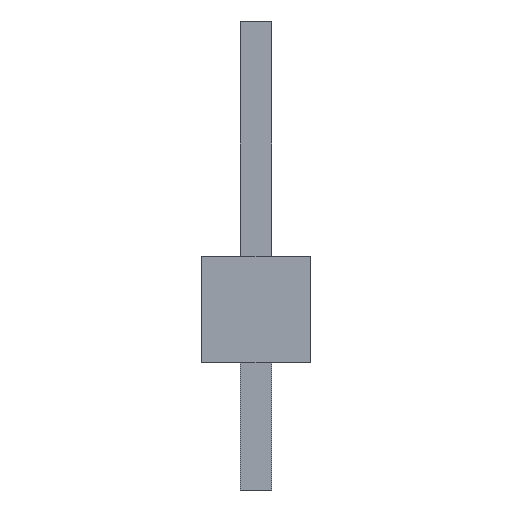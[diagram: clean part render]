
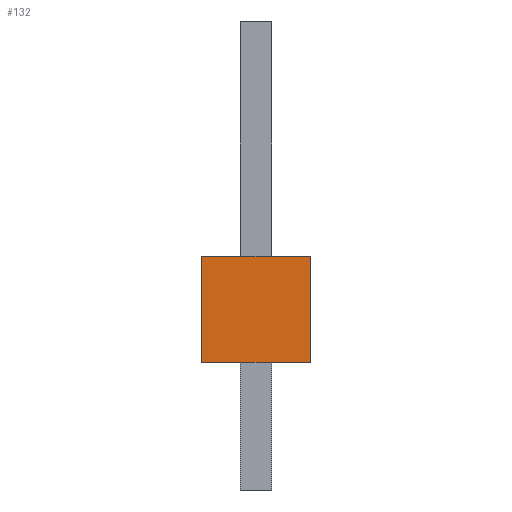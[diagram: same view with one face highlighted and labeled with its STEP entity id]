
A CAD part, front view. The second image highlights one B-rep face of the part: STEP entity #132.
In plain terms, the highlighted planar face has unit normal (0, -1, 0).
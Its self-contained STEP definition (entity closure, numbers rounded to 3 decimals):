
#13=DIRECTION('',(0.,0.,1.));
#14=DIRECTION('',(1.,0.,0.));
#83=EDGE_CURVE('',#84,#86,#88,.T.);
#84=VERTEX_POINT('',#85);
#85=CARTESIAN_POINT('',(-1.27,-1.271,0.));
#86=VERTEX_POINT('',#87);
#87=CARTESIAN_POINT('',(-1.27,-1.271,2.5));
#88=LINE('',#85,#89);
#89=VECTOR('',#13,1.);
#96=DIRECTION('',(0.,1.,0.));
#110=ORIENTED_EDGE('',*,*,#111,.F.);
#111=EDGE_CURVE('',#112,#114,#116,.T.);
#112=VERTEX_POINT('',#113);
#113=CARTESIAN_POINT('',(1.27,-1.271,0.));
#114=VERTEX_POINT('',#115);
#115=CARTESIAN_POINT('',(1.27,-1.271,2.5));
#116=LINE('',#113,#89);
#132=ADVANCED_FACE('',(#133),#143,.F.);
#133=FACE_BOUND('',#134,.F.);
#134=EDGE_LOOP('',(#135,#139,#140,#110));
#135=ORIENTED_EDGE('',*,*,#136,.F.);
#136=EDGE_CURVE('',#84,#112,#137,.T.);
#137=LINE('',#85,#138);
#138=VECTOR('',#14,1.);
#139=ORIENTED_EDGE('',*,*,#83,.T.);
#140=ORIENTED_EDGE('',*,*,#141,.T.);
#141=EDGE_CURVE('',#86,#114,#142,.T.);
#142=LINE('',#87,#138);
#143=PLANE('',#144);
#144=AXIS2_PLACEMENT_3D('',#85,#96,#13);
